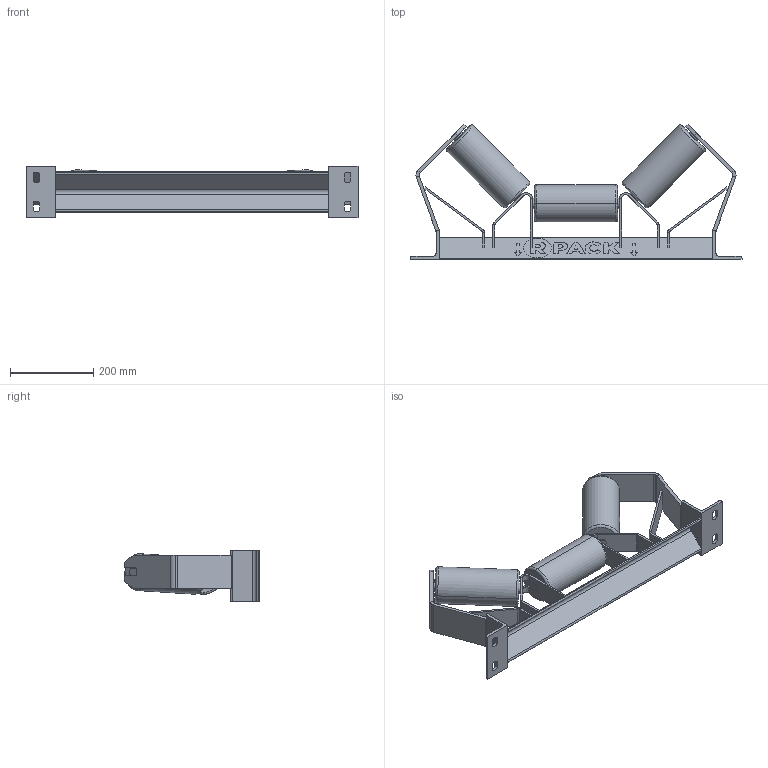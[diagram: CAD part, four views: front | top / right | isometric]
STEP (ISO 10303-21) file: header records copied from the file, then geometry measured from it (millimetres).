
FILE_DESCRIPTION (( 'STEP AP214' ), '1' );
FILE_NAME ('SUPPORT SRC 53301 E135 B500 45° axe Ø25 Rouleau Ø89 avec pincement.step', '2020-02-28T09:31:57', ( '' ), ( '' ), 'SwSTEP 2.0', 'SolidWorks 2019', '' );
FILE_SCHEMA (( 'AUTOMOTIVE_DESIGN' ));
Length unit declared in the file: millimetre
Products named in the file (1): SUPPORT SRC 53301 E135 B500 45° axe Ø25 Rouleau Ø89 avec pincement
Bounding box: 800 x 325.78 x 125 mm (x, y, z)
Volume: 2418003.4 mm3; surface area: 895007.3 mm2
Topology: 12 solids, 15 shells, 369 faces, 902 edges, 576 vertices
Faces by surface type: plane 253, cylinder 87, bspline 17, torus 12
Entity records: 10995 total; most frequent: CARTESIAN_POINT 2069, ORIENTED_EDGE 1804, DIRECTION 1796, EDGE_CURVE 902, LINE 646, VECTOR 646, VERTEX_POINT 576, AXIS2_PLACEMENT_3D 575
